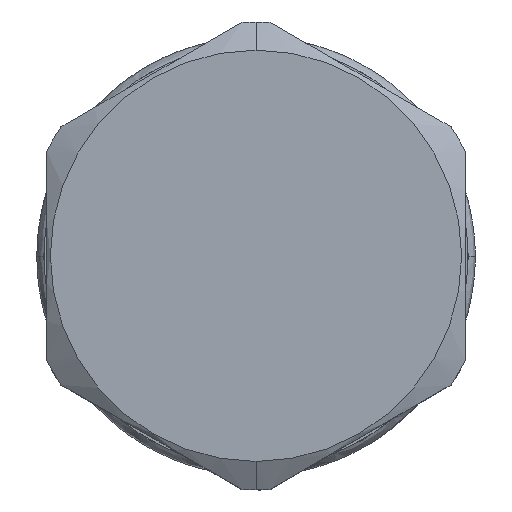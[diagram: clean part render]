
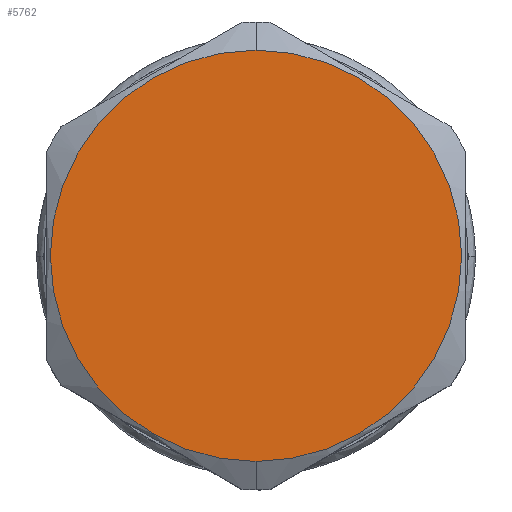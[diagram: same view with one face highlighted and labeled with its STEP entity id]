
A CAD part, top view. The second image highlights one B-rep face of the part: STEP entity #5762.
In plain terms, the highlighted planar face has unit normal (0, 0, 1).
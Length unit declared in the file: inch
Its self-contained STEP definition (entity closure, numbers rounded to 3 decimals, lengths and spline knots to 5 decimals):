
#2182=CARTESIAN_POINT('',(0.,0.,3.155));
#2183=DIRECTION('',(0.,0.,1.));
#2184=DIRECTION('',(0.,-1.,0.));
#2185=AXIS2_PLACEMENT_3D('',#2182,#2183,#2184);
#2187=CARTESIAN_POINT('',(0.,0.,3.155));
#2188=DIRECTION('',(0.,0.,1.));
#2189=DIRECTION('',(0.,1.,0.));
#2190=AXIS2_PLACEMENT_3D('',#2187,#2188,#2189);
#2747=CARTESIAN_POINT('',(0.,-0.43,3.155));
#2748=CARTESIAN_POINT('',(0.,0.43,3.155));
#2749=VERTEX_POINT('',#2747);
#2750=VERTEX_POINT('',#2748);
#5753=CARTESIAN_POINT('',(0.,0.,3.155));
#5754=DIRECTION('',(0.,0.,1.));
#5755=DIRECTION('',(0.,1.,0.));
#5756=AXIS2_PLACEMENT_3D('',#5753,#5754,#5755);
#5757=PLANE('',#5756);
#5758=ORIENTED_EDGE('',*,*,#5608,.F.);
#5759=ORIENTED_EDGE('',*,*,#5636,.F.);
#5760=EDGE_LOOP('',(#5758,#5759));
#5761=FACE_OUTER_BOUND('',#5760,.F.);
#5762=ADVANCED_FACE('',(#5761),#5757,.T.);
#2186=CIRCLE('',#2185,0.43);
#2191=CIRCLE('',#2190,0.43);
#5608=EDGE_CURVE('',#2749,#2750,#2186,.T.);
#5636=EDGE_CURVE('',#2750,#2749,#2191,.T.);
